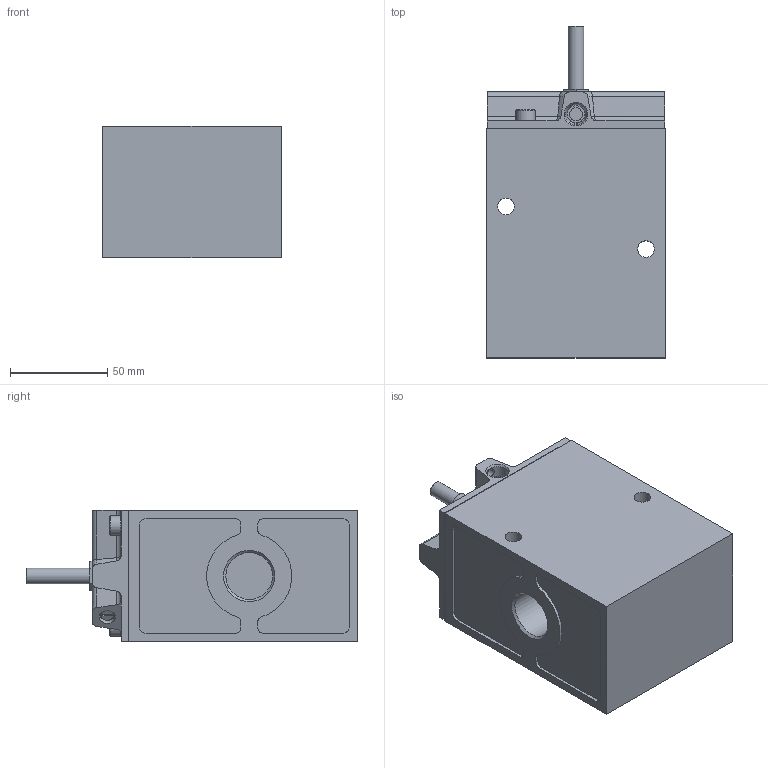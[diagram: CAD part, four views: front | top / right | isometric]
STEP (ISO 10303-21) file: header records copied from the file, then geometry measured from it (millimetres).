
FILE_DESCRIPTION(/* description */ ('STEP AP214'),/* implementation_level */ '2;1');
FILE_NAME(/* name */ '11968_MFH-3-3_4-S',/* time_stamp */ '2024-09-05T05:50:44+02:00',/* author */ ('License CC BY-ND 4.0'),/* organization */ ('CADENAS'),/* preprocessor_version */ 'ST-DEVELOPER v19.3',/* originating_system */ 'PARTsolutions',/* authorisation */ ' ');
FILE_SCHEMA (('PROCESS_PLANNING_SCHEMA','AUTOMOTIVE_DESIGN {1 0 10303 214 3 1 1}'));
Length unit declared in the file: millimetre
Products named in the file (1): 11968 MFH-3-3/4-S
Bounding box: 92 x 171 x 68 mm (x, y, z)
Volume: 741107.5 mm3; surface area: 67726.8 mm2
Topology: 1 solids, 1 shells, 181 faces, 429 edges, 267 vertices
Faces by surface type: plane 85, cylinder 57, cone 33, torus 6
Full cylindrical faces by diameter (mm): 4.134 x1, 5 x1, 6.7 x1, 7.48 x1, 8 x1, 8.2 x1, 8.566 x1, 8.6 x2, 9 x1, 9.5 x1, 10 x2, 11 x1, 24.117 x3
Entity records: 5059 total; most frequent: CARTESIAN_POINT 972, DIRECTION 865, ORIENTED_EDGE 774, EDGE_CURVE 387, AXIS2_PLACEMENT_3D 331, VERTEX_POINT 262, FACE_BOUND 241, EDGE_LOOP 237
